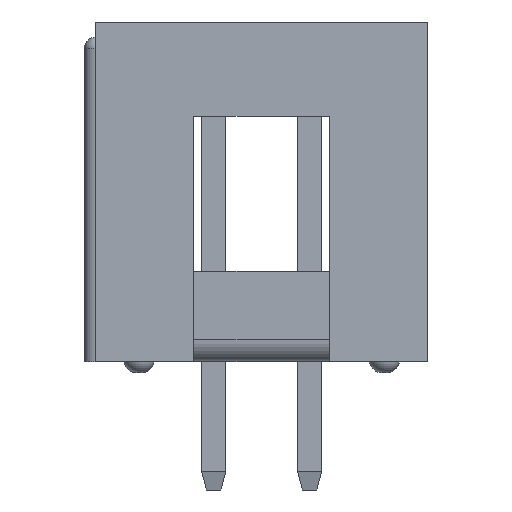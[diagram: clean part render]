
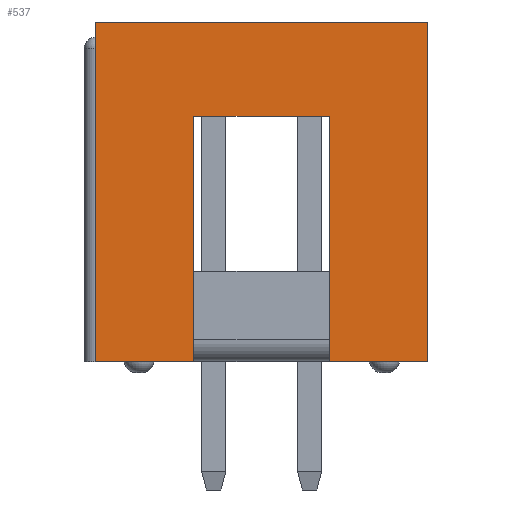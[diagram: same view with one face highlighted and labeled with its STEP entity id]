
A CAD part, left-side view. The second image highlights one B-rep face of the part: STEP entity #537.
In plain terms, the highlighted planar face has unit normal (-1, 0, 0).
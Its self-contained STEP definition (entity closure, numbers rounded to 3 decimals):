
#537=ADVANCED_FACE('',(#2241),#2243,.T.);
#2241=FACE_BOUND('',#2242,.T.);
#2242=EDGE_LOOP('',(#3630,#3631,#3632,#3633,#3634,#3635,#3636,#3637));
#2243=PLANE('',#2244);
#2244=AXIS2_PLACEMENT_3D('',#2245,#2246,#2247);
#2245=CARTESIAN_POINT('',(-5.22,5.67,0.3));
#2246=DIRECTION('',(-1.,0.,0.));
#2247=DIRECTION('',(0.,-1.,0.));
#3630=ORIENTED_EDGE('',*,*,#4496,.T.);
#3631=ORIENTED_EDGE('',*,*,#4497,.T.);
#3632=ORIENTED_EDGE('',*,*,#4498,.T.);
#3633=ORIENTED_EDGE('',*,*,#4499,.T.);
#3634=ORIENTED_EDGE('',*,*,#4478,.T.);
#3635=ORIENTED_EDGE('',*,*,#4494,.F.);
#3636=ORIENTED_EDGE('',*,*,#4500,.F.);
#3637=ORIENTED_EDGE('',*,*,#4501,.T.);
#4478=EDGE_CURVE('',#4918,#4916,#4919,.T.);
#4494=EDGE_CURVE('',#4947,#4916,#4949,.T.);
#4496=EDGE_CURVE('',#4951,#4952,#4953,.F.);
#4497=EDGE_CURVE('',#4952,#4954,#4955,.F.);
#4498=EDGE_CURVE('',#4954,#4956,#4957,.F.);
#4499=EDGE_CURVE('',#4956,#4918,#4958,.T.);
#4500=EDGE_CURVE('',#4959,#4947,#4960,.T.);
#4501=EDGE_CURVE('',#4959,#4951,#4961,.T.);
#4916=VERTEX_POINT('',#5630);
#4918=VERTEX_POINT('',#5634);
#4919=LINE('',#5635,#5636);
#4947=VERTEX_POINT('',#5693);
#4949=LINE('',#5697,#5698);
#4951=VERTEX_POINT('',#5703);
#4952=VERTEX_POINT('',#5704);
#4953=LINE('',#5705,#5706);
#4954=VERTEX_POINT('',#5708);
#4955=LINE('',#5709,#5710);
#4956=VERTEX_POINT('',#5712);
#4957=LINE('',#5713,#5714);
#4958=LINE('',#5716,#5717);
#4959=VERTEX_POINT('',#5719);
#4960=LINE('',#5720,#5721);
#4961=LINE('',#5723,#5724);
#5630=CARTESIAN_POINT('',(-5.22,-3.13,9.3));
#5634=CARTESIAN_POINT('',(-5.22,-3.13,0.3));
#5635=CARTESIAN_POINT('',(-5.22,-3.13,0.3));
#5636=VECTOR('',#5637,1.);
#5637=DIRECTION('',(0.,0.,1.));
#5693=CARTESIAN_POINT('',(-5.22,5.67,9.3));
#5697=CARTESIAN_POINT('',(-5.22,5.67,9.3));
#5698=VECTOR('',#5699,1.);
#5699=DIRECTION('',(0.,-1.,0.));
#5703=CARTESIAN_POINT('',(-5.22,3.07,0.3));
#5704=CARTESIAN_POINT('',(-5.22,3.07,6.8));
#5705=CARTESIAN_POINT('',(-5.22,3.07,6.8));
#5706=VECTOR('',#5707,1.);
#5707=DIRECTION('',(0.,0.,-1.));
#5708=CARTESIAN_POINT('',(-5.22,-0.53,6.8));
#5709=CARTESIAN_POINT('',(-5.22,-0.53,6.8));
#5710=VECTOR('',#5711,1.);
#5711=DIRECTION('',(0.,1.,0.));
#5712=CARTESIAN_POINT('',(-5.22,-0.53,0.3));
#5713=CARTESIAN_POINT('',(-5.22,-0.53,0.3));
#5714=VECTOR('',#5715,1.);
#5715=DIRECTION('',(0.,0.,1.));
#5716=CARTESIAN_POINT('',(-5.22,-0.53,0.3));
#5717=VECTOR('',#5718,1.);
#5718=DIRECTION('',(0.,-1.,0.));
#5719=CARTESIAN_POINT('',(-5.22,5.67,0.3));
#5720=CARTESIAN_POINT('',(-5.22,5.67,0.3));
#5721=VECTOR('',#5722,1.);
#5722=DIRECTION('',(0.,0.,1.));
#5723=CARTESIAN_POINT('',(-5.22,5.67,0.3));
#5724=VECTOR('',#5725,1.);
#5725=DIRECTION('',(0.,-1.,0.));
